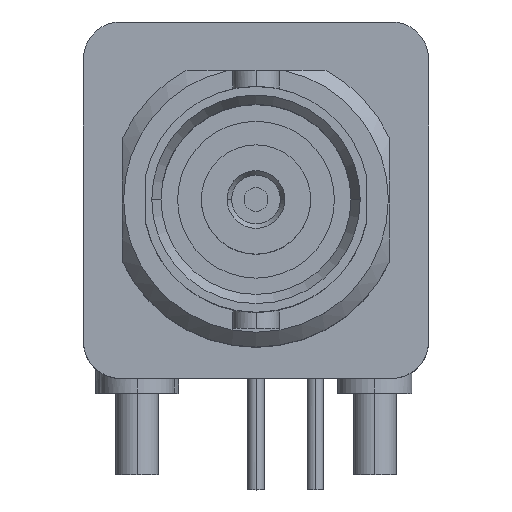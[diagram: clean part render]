
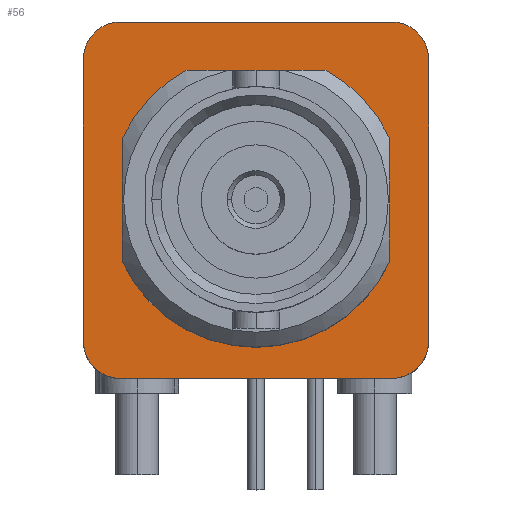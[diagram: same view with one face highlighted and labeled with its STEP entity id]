
A CAD part, top view. The second image highlights one B-rep face of the part: STEP entity #56.
In plain terms, the highlighted planar face has unit normal (0, 0, 1).
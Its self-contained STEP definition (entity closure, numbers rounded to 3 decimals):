
#56=ADVANCED_FACE('',(#204,#205),#206,.F.);
#204=FACE_OUTER_BOUND('',#494,.T.);
#205=FACE_BOUND('',#495,.T.);
#206=PLANE('',#496);
#494=EDGE_LOOP('',(#846,#847,#848,#849,#850,#851,#852,#853));
#495=EDGE_LOOP('',(#854,#855,#856,#857,#858,#859));
#496=AXIS2_PLACEMENT_3D('',#860,#861,#862);
#846=ORIENTED_EDGE('',*,*,#1880,.F.);
#847=ORIENTED_EDGE('',*,*,#1881,.F.);
#848=ORIENTED_EDGE('',*,*,#1882,.F.);
#849=ORIENTED_EDGE('',*,*,#1883,.F.);
#850=ORIENTED_EDGE('',*,*,#1884,.F.);
#851=ORIENTED_EDGE('',*,*,#1885,.F.);
#852=ORIENTED_EDGE('',*,*,#1886,.F.);
#853=ORIENTED_EDGE('',*,*,#1887,.F.);
#854=ORIENTED_EDGE('',*,*,#1888,.T.);
#855=ORIENTED_EDGE('',*,*,#1889,.F.);
#856=ORIENTED_EDGE('',*,*,#1890,.T.);
#857=ORIENTED_EDGE('',*,*,#1891,.F.);
#858=ORIENTED_EDGE('',*,*,#1879,.T.);
#859=ORIENTED_EDGE('',*,*,#1892,.F.);
#860=CARTESIAN_POINT('',(0.0,0.0,-20.828));
#861=DIRECTION('',(0.0,0.0,-1.0));
#862=DIRECTION('',(0.0,-1.0,0.0));
#1879=EDGE_CURVE('',#2243,#2248,#2250,.T.);
#1880=EDGE_CURVE('',#2251,#2252,#2253,.T.);
#1881=EDGE_CURVE('',#2254,#2251,#2255,.T.);
#1882=EDGE_CURVE('',#2256,#2254,#2257,.T.);
#1883=EDGE_CURVE('',#2258,#2256,#2259,.T.);
#1884=EDGE_CURVE('',#2260,#2258,#2261,.T.);
#1885=EDGE_CURVE('',#2262,#2260,#2263,.T.);
#1886=EDGE_CURVE('',#2264,#2262,#2265,.T.);
#1887=EDGE_CURVE('',#2252,#2264,#2266,.T.);
#1888=EDGE_CURVE('',#2267,#2268,#2269,.T.);
#1889=EDGE_CURVE('',#2270,#2268,#2271,.T.);
#1890=EDGE_CURVE('',#2270,#2272,#2273,.T.);
#1891=EDGE_CURVE('',#2243,#2272,#2274,.T.);
#1892=EDGE_CURVE('',#2267,#2248,#2275,.T.);
#2243=VERTEX_POINT('',#2866);
#2248=VERTEX_POINT('',#2878);
#2250=LINE('',#2881,#2882);
#2251=VERTEX_POINT('',#2883);
#2252=VERTEX_POINT('',#2884);
#2253=LINE('',#2885,#2886);
#2254=VERTEX_POINT('',#2887);
#2255=CIRCLE('',#2888,1.575);
#2256=VERTEX_POINT('',#2889);
#2257=LINE('',#2890,#2891);
#2258=VERTEX_POINT('',#2892);
#2259=CIRCLE('',#2893,1.575);
#2260=VERTEX_POINT('',#2894);
#2261=LINE('',#2895,#2896);
#2262=VERTEX_POINT('',#2897);
#2263=CIRCLE('',#2898,1.575);
#2264=VERTEX_POINT('',#2899);
#2265=LINE('',#2900,#2901);
#2266=CIRCLE('',#2902,1.575);
#2267=VERTEX_POINT('',#2903);
#2268=VERTEX_POINT('',#2904);
#2269=LINE('',#2905,#2906);
#2270=VERTEX_POINT('',#2907);
#2271=CIRCLE('',#2908,6.295);
#2272=VERTEX_POINT('',#2909);
#2273=LINE('',#2910,#2911);
#2274=CIRCLE('',#2912,6.295);
#2275=CIRCLE('',#2913,6.295);
#2866=CARTESIAN_POINT('',(-2.994,5.537,-20.828));
#2878=CARTESIAN_POINT('',(2.994,5.537,-20.828));
#2881=CARTESIAN_POINT('',(-2.994,5.537,-20.828));
#2882=VECTOR('',#3752,5.988);
#2883=CARTESIAN_POINT('',(-5.804,7.62,-20.828));
#2884=CARTESIAN_POINT('',(5.804,7.62,-20.828));
#2885=CARTESIAN_POINT('',(-5.804,7.62,-20.828));
#2886=VECTOR('',#3753,11.608);
#2887=CARTESIAN_POINT('',(-7.379,6.045,-20.828));
#2888=AXIS2_PLACEMENT_3D('',#3754,#3755,#3756);
#2889=CARTESIAN_POINT('',(-7.379,-6.045,-20.828));
#2890=CARTESIAN_POINT('',(-7.379,-6.045,-20.828));
#2891=VECTOR('',#3757,12.09);
#2892=CARTESIAN_POINT('',(-5.804,-7.62,-20.828));
#2893=AXIS2_PLACEMENT_3D('',#3758,#3759,#3760);
#2894=CARTESIAN_POINT('',(5.804,-7.62,-20.828));
#2895=CARTESIAN_POINT('',(5.804,-7.62,-20.828));
#2896=VECTOR('',#3761,11.608);
#2897=CARTESIAN_POINT('',(7.379,-6.045,-20.828));
#2898=AXIS2_PLACEMENT_3D('',#3762,#3763,#3764);
#2899=CARTESIAN_POINT('',(7.379,6.045,-20.828));
#2900=CARTESIAN_POINT('',(7.379,6.045,-20.828));
#2901=VECTOR('',#3765,12.09);
#2902=AXIS2_PLACEMENT_3D('',#3766,#3767,#3768);
#2903=CARTESIAN_POINT('',(5.719,2.63,-20.828));
#2904=CARTESIAN_POINT('',(5.719,-2.63,-20.828));
#2905=CARTESIAN_POINT('',(5.719,2.63,-20.828));
#2906=VECTOR('',#3769,5.261);
#2907=CARTESIAN_POINT('',(-5.719,-2.63,-20.828));
#2908=AXIS2_PLACEMENT_3D('',#3770,#3771,#3772);
#2909=CARTESIAN_POINT('',(-5.719,2.63,-20.828));
#2910=CARTESIAN_POINT('',(-5.719,-2.63,-20.828));
#2911=VECTOR('',#3773,5.261);
#2912=AXIS2_PLACEMENT_3D('',#3774,#3775,#3776);
#2913=AXIS2_PLACEMENT_3D('',#3777,#3778,#3779);
#3752=DIRECTION('',(1.0,0.0,0.0));
#3753=DIRECTION('',(1.0,0.0,0.0));
#3754=CARTESIAN_POINT('',(-5.804,6.045,-20.828));
#3755=DIRECTION('',(0.0,0.0,-1.0));
#3756=DIRECTION('',(-1.0,0.0,0.0));
#3757=DIRECTION('',(0.0,1.0,0.0));
#3758=CARTESIAN_POINT('',(-5.804,-6.045,-20.828));
#3759=DIRECTION('',(0.0,0.0,-1.0));
#3760=DIRECTION('',(0.0,-1.0,0.0));
#3761=DIRECTION('',(-1.0,0.0,0.0));
#3762=CARTESIAN_POINT('',(5.804,-6.045,-20.828));
#3763=DIRECTION('',(0.0,0.0,-1.0));
#3764=DIRECTION('',(1.0,0.0,0.0));
#3765=DIRECTION('',(0.0,-1.0,0.0));
#3766=CARTESIAN_POINT('',(5.804,6.045,-20.828));
#3767=DIRECTION('',(0.0,0.0,-1.0));
#3768=DIRECTION('',(0.0,1.0,0.0));
#3769=DIRECTION('',(0.0,-1.0,0.0));
#3770=CARTESIAN_POINT('',(0.0,0.0,-20.828));
#3771=DIRECTION('',(0.0,0.0,1.0));
#3772=DIRECTION('',(-0.909,-0.418,0.0));
#3773=DIRECTION('',(0.0,1.0,0.0));
#3774=CARTESIAN_POINT('',(0.0,0.0,-20.828));
#3775=DIRECTION('',(0.0,0.0,1.0));
#3776=DIRECTION('',(-0.476,0.88,0.0));
#3777=CARTESIAN_POINT('',(0.0,0.0,-20.828));
#3778=DIRECTION('',(0.0,-0.0,1.0));
#3779=DIRECTION('',(0.909,0.418,0.0));
